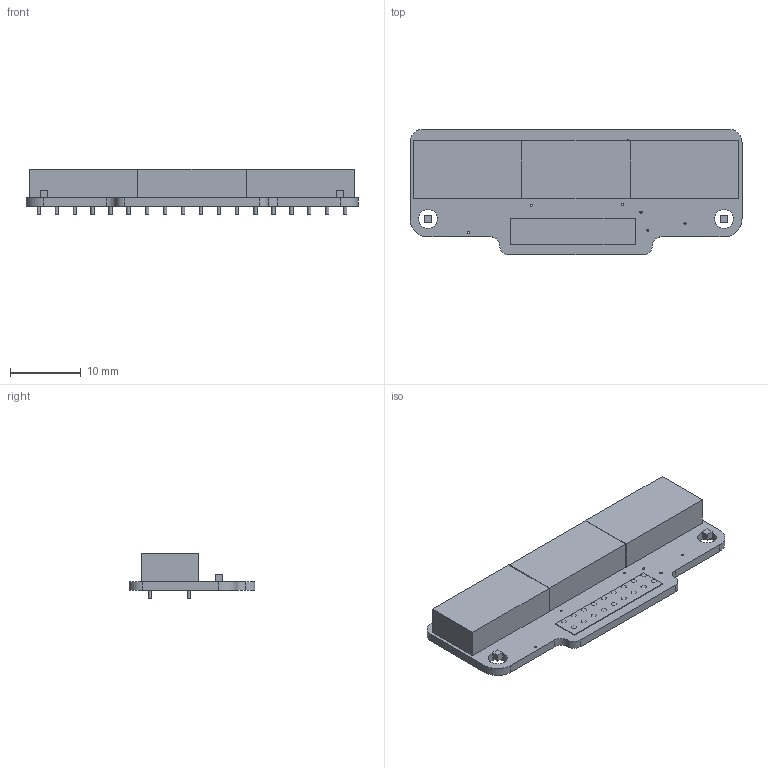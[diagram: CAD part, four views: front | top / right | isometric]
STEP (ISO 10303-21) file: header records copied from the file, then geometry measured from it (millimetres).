
FILE_DESCRIPTION(/* description */ (''),/* implementation_level */ '2;1');
FILE_NAME(/* name */ '82059e64-16d6-4356-a981-53dece7e443c.stp',/* time_stamp */ '2018-11-10T18:13:35+00:00',/* author */ (''),/* organization */ (''),/* preprocessor_version */ 'ST-DEVELOPER v17.2',/* originating_system */ 'Autodesk Translation Framework v7.6.0.251',/* authorisation */ '');
FILE_SCHEMA (('AUTOMOTIVE_DESIGN { 1 0 10303 214 3 1 1 }'));
Length unit declared in the file: millimetre
Products named in the file (6): 82059e64-16d6-4356-a981-53dece7e443c; PCB Component; Board; LED_3X7-SEGMENT; 2X09-2MM; HOLE_3-48
Assembly tree (8 placements, depth 3):
  82059e64-16d6-4356-a981-53dece7e443c
    PCB Component
      Board
      LED_3X7-SEGMENT  x3
      2X09-2MM
      HOLE_3-48  x2
Bounding box: 46.99 x 17.78 x 6.44 mm (x, y, z)
Volume: 2395.6 mm3; surface area: 3360.3 mm2
Topology: 7 solids, 7 shells, 183 faces, 420 edges, 284 vertices
Faces by surface type: cylinder 106, plane 77
Full cylindrical faces by diameter (mm): 0.305 x12, 0.45 x33, 0.75 x18, 0.762 x33, 2.667 x2
Entity records: 4349 total; most frequent: DIRECTION 752, CARTESIAN_POINT 653, ORIENTED_EDGE 620, EDGE_CURVE 310, AXIS2_PLACEMENT_3D 307, EDGE_LOOP 262, VERTEX_POINT 208, CIRCLE 172
